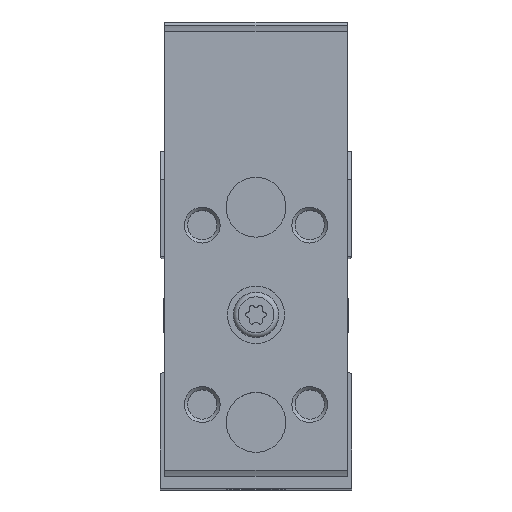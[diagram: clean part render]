
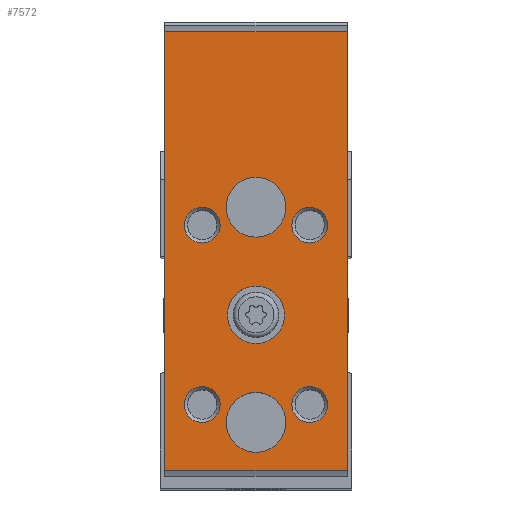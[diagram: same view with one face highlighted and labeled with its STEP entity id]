
A CAD part, top view. The second image highlights one B-rep face of the part: STEP entity #7572.
In plain terms, the highlighted planar face has unit normal (0, 0, 1).
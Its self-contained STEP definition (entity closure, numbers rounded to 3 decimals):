
#475=CIRCLE('',#8179,2.4);
#476=CIRCLE('',#8180,2.5);
#477=CIRCLE('',#8181,2.5);
#478=CIRCLE('',#8182,1.5);
#479=CIRCLE('',#8183,1.5);
#480=CIRCLE('',#8184,1.5);
#481=CIRCLE('',#8185,1.5);
#1625=ORIENTED_EDGE('',*,*,#2861,.T.);
#1626=ORIENTED_EDGE('',*,*,#2862,.T.);
#1627=ORIENTED_EDGE('',*,*,#2863,.T.);
#1628=ORIENTED_EDGE('',*,*,#2864,.F.);
#1629=ORIENTED_EDGE('',*,*,#2865,.F.);
#1630=ORIENTED_EDGE('',*,*,#2866,.F.);
#1631=ORIENTED_EDGE('',*,*,#2867,.F.);
#1632=ORIENTED_EDGE('',*,*,#2868,.T.);
#1633=ORIENTED_EDGE('',*,*,#2869,.F.);
#1634=ORIENTED_EDGE('',*,*,#2870,.F.);
#1635=ORIENTED_EDGE('',*,*,#2871,.T.);
#2861=EDGE_CURVE('',#3577,#3577,#475,.T.);
#2862=EDGE_CURVE('',#3578,#3578,#476,.T.);
#2863=EDGE_CURVE('',#3579,#3579,#477,.T.);
#2864=EDGE_CURVE('',#3580,#3580,#478,.T.);
#2865=EDGE_CURVE('',#3581,#3581,#479,.T.);
#2866=EDGE_CURVE('',#3582,#3582,#480,.T.);
#2867=EDGE_CURVE('',#3583,#3583,#481,.T.);
#2868=EDGE_CURVE('',#3584,#3585,#4112,.T.);
#2869=EDGE_CURVE('',#3586,#3585,#4113,.T.);
#2870=EDGE_CURVE('',#3587,#3586,#4114,.T.);
#2871=EDGE_CURVE('',#3587,#3584,#4115,.T.);
#3577=VERTEX_POINT('',#11723);
#3578=VERTEX_POINT('',#11725);
#3579=VERTEX_POINT('',#11727);
#3580=VERTEX_POINT('',#11729);
#3581=VERTEX_POINT('',#11731);
#3582=VERTEX_POINT('',#11733);
#3583=VERTEX_POINT('',#11735);
#3584=VERTEX_POINT('',#11737);
#3585=VERTEX_POINT('',#11738);
#3586=VERTEX_POINT('',#11740);
#3587=VERTEX_POINT('',#11742);
#4112=LINE('',#11736,#4540);
#4113=LINE('',#11739,#4541);
#4114=LINE('',#11741,#4542);
#4115=LINE('',#11743,#4543);
#4540=VECTOR('',#9719,1000.);
#4541=VECTOR('',#9720,1000.);
#4542=VECTOR('',#9721,1000.);
#4543=VECTOR('',#9722,1000.);
#4979=EDGE_LOOP('',(#1625));
#4980=EDGE_LOOP('',(#1626));
#4981=EDGE_LOOP('',(#1627));
#4982=EDGE_LOOP('',(#1628));
#4983=EDGE_LOOP('',(#1629));
#4984=EDGE_LOOP('',(#1630));
#4985=EDGE_LOOP('',(#1631));
#4986=EDGE_LOOP('',(#1632,#1633,#1634,#1635));
#5571=FACE_BOUND('',#4979,.T.);
#5572=FACE_BOUND('',#4980,.T.);
#5573=FACE_BOUND('',#4981,.T.);
#5574=FACE_BOUND('',#4982,.T.);
#5575=FACE_BOUND('',#4983,.T.);
#5576=FACE_BOUND('',#4984,.T.);
#5577=FACE_BOUND('',#4985,.T.);
#5578=FACE_BOUND('',#4986,.T.);
#5947=PLANE('',#8178);
#7572=ADVANCED_FACE('',(#5571,#5572,#5573,#5574,#5575,#5576,#5577,#5578),
#5947,.F.);
#8178=AXIS2_PLACEMENT_3D('',#11721,#9703,#9704);
#8179=AXIS2_PLACEMENT_3D('',#11722,#9705,#9706);
#8180=AXIS2_PLACEMENT_3D('',#11724,#9707,#9708);
#8181=AXIS2_PLACEMENT_3D('',#11726,#9709,#9710);
#8182=AXIS2_PLACEMENT_3D('',#11728,#9711,#9712);
#8183=AXIS2_PLACEMENT_3D('',#11730,#9713,#9714);
#8184=AXIS2_PLACEMENT_3D('',#11732,#9715,#9716);
#8185=AXIS2_PLACEMENT_3D('',#11734,#9717,#9718);
#9703=DIRECTION('',(0.,0.,-1.));
#9704=DIRECTION('',(-1.,0.,0.));
#9705=DIRECTION('',(0.,0.,-1.));
#9706=DIRECTION('',(-1.,0.,0.));
#9707=DIRECTION('',(0.,0.,-1.));
#9708=DIRECTION('',(-1.,0.,0.));
#9709=DIRECTION('',(0.,0.,-1.));
#9710=DIRECTION('',(-1.,0.,0.));
#9711=DIRECTION('',(0.,0.,1.));
#9712=DIRECTION('',(1.,0.,0.));
#9713=DIRECTION('',(0.,0.,1.));
#9714=DIRECTION('',(1.,0.,0.));
#9715=DIRECTION('',(0.,0.,1.));
#9716=DIRECTION('',(1.,0.,0.));
#9717=DIRECTION('',(0.,0.,1.));
#9718=DIRECTION('',(1.,0.,0.));
#9719=DIRECTION('',(0.,-1.,0.));
#9720=DIRECTION('',(-1.,0.,0.));
#9721=DIRECTION('',(0.,-1.,0.));
#9722=DIRECTION('',(-1.,0.,0.));
#11721=CARTESIAN_POINT('',(7.65,38.,0.));
#11722=CARTESIAN_POINT('',(0.,13.5,0.));
#11723=CARTESIAN_POINT('',(-2.4,13.5,0.));
#11724=CARTESIAN_POINT('',(0.,4.5,0.));
#11725=CARTESIAN_POINT('',(-2.5,4.5,0.));
#11726=CARTESIAN_POINT('',(0.,22.5,0.));
#11727=CARTESIAN_POINT('',(-2.5,22.5,0.));
#11728=CARTESIAN_POINT('',(-4.5,21.,0.));
#11729=CARTESIAN_POINT('',(-3.,21.,0.));
#11730=CARTESIAN_POINT('',(4.5,21.,0.));
#11731=CARTESIAN_POINT('',(6.,21.,0.));
#11732=CARTESIAN_POINT('',(-4.5,6.,0.));
#11733=CARTESIAN_POINT('',(-3.,6.,0.));
#11734=CARTESIAN_POINT('',(4.5,6.,0.));
#11735=CARTESIAN_POINT('',(6.,6.,0.));
#11736=CARTESIAN_POINT('',(-7.65,38.,0.));
#11737=CARTESIAN_POINT('',(-7.65,37.192,0.));
#11738=CARTESIAN_POINT('',(-7.65,0.508,0.));
#11739=CARTESIAN_POINT('',(7.65,0.508,0.));
#11740=CARTESIAN_POINT('',(7.65,0.508,0.));
#11741=CARTESIAN_POINT('',(7.65,38.,0.));
#11742=CARTESIAN_POINT('',(7.65,37.192,0.));
#11743=CARTESIAN_POINT('',(7.65,37.192,0.));
